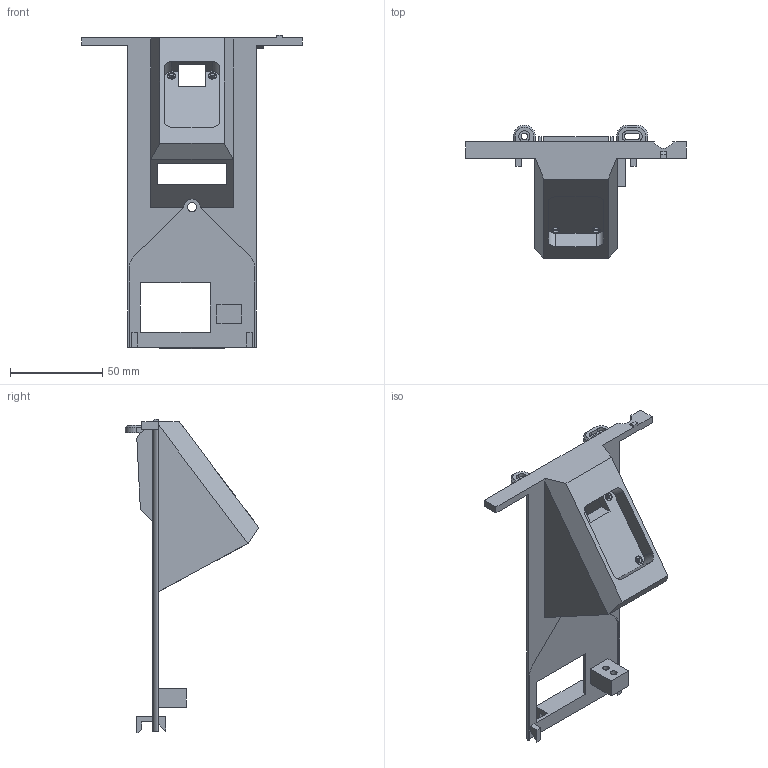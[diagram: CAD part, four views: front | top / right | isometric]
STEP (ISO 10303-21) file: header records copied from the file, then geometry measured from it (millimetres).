
FILE_DESCRIPTION(/* description */ (''),/* implementation_level */ '2;1');
FILE_NAME(/* name */ 'Chute cover.step',/* time_stamp */ '2025-09-18T18:57:04+02:00',/* author */ (''),/* organization */ (''),/* preprocessor_version */ 'ST-DEVELOPER v20.1',/* originating_system */ 'Autodesk Translation Framework v14.17.0.0',/* authorisation */ '');
FILE_SCHEMA (('AUTOMOTIVE_DESIGN { 1 0 10303 214 3 1 1 }'));
Length unit declared in the file: millimetre
Products named in the file (1): Chute plate
Bounding box: 120 x 72.44 x 170.5 mm (x, y, z)
Volume: 76979 mm3; surface area: 42962 mm2
Topology: 1 solids, 1 shells, 166 faces, 447 edges, 294 vertices
Faces by surface type: plane 125, cylinder 37, cone 4
Full cylindrical faces by diameter (mm): 2.5 x4, 3.5 x2, 4.5 x4, 5 x1, 5.5 x4
Entity records: 5236 total; most frequent: CARTESIAN_POINT 908, ORIENTED_EDGE 894, DIRECTION 861, EDGE_CURVE 447, LINE 367, VECTOR 367, VERTEX_POINT 294, AXIS2_PLACEMENT_3D 247
